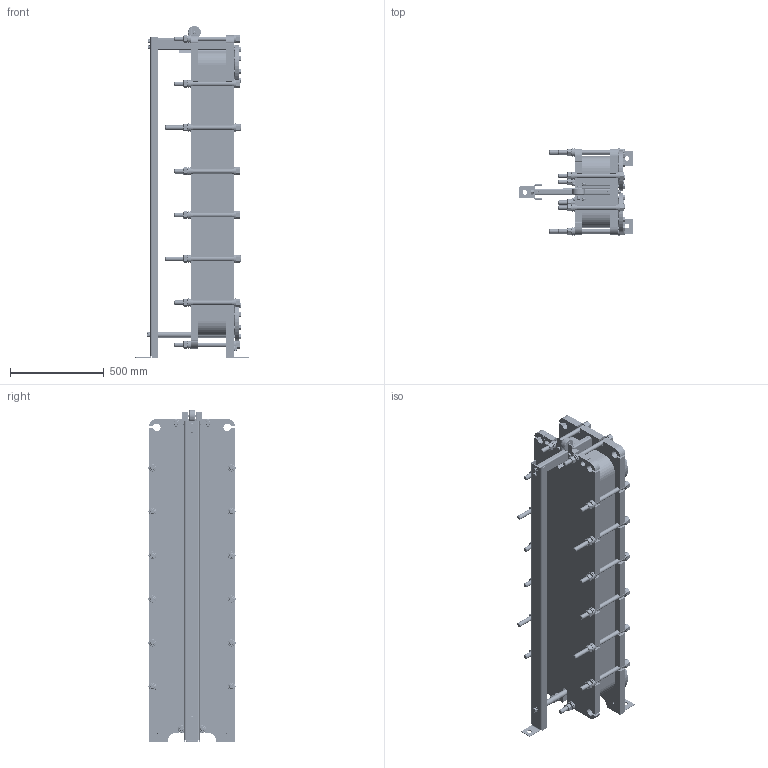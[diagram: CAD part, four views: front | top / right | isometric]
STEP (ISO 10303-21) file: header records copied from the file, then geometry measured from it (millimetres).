
FILE_DESCRIPTION(('TFLEX Exchange Step'),'2;1');
FILE_NAME('47-16_400_11-50.stp', '2025-05-30T13:54:11+03:00',('RUCO2512'),('Unknown organisation'),'TFLEX Exchange 2024.4','T-FLEX CAD','Unknown authorisation');
FILE_SCHEMA( ('AP203_CONFIGURATION_CONTROLLED_3D_DESIGN_OF_MECHANICAL_PARTS_AND_ASSEMBLIES_MIM_LF') );
Length unit declared in the file: millimetre
Products named in the file (59): 3D Узел_2; 3D Узел_3; 0; 3D фрагмент_21; Гайка М10 ГОСТ 5915; Болт М16x40 ГОСТ 7798; Болт М16x80 ГОСТ 7798; Шайба 16 ГОСТ 10463:22; Шайба 16 ГОСТ 10463; Шайба A.16 ГОСТ 11371; Шайба A.10 ГОСТ 11371; 3D фрагмент_49; 3D фрагмент_48; Болт М10x80 ГОСТ 7798; Болт М12x80 ГОСТ 7798; Шайба 12 ГОСТ 10463:18; Шайба 12 ГОСТ 10463; Болт М16x50 ГОСТ 7798; Фланец ТР_2; 3D фрагмент_19; 3D фрагмент_12; 3D фрагмент_10; Шайба A.12 ГОСТ 11371; 3D фрагмент_9; 3D фрагмент_8; 3D фрагмент_4; 3D фрагмент_3; 3D фрагмент_7; 3D фрагмент_6; 3D фрагмент_5; 3D фрагмент_2; 3D фрагмент_1; 3D фрагмент_19:2; Болт М16x50 ГОСТ 7798:2; Фланец ТР_2:2; Шайба 12 ГОСТ 10463:2; Шайба A.12 ГОСТ 11371:2; 3D фрагмент_49:2; Шайба A.24 ГОСТ 11371:2; 3D фрагмент_15:2 ...
Assembly tree (789 placements, depth 3):
  ДФВЛ.065145.009 - НН047-16
    0
      3D Узел_2
      3D Узел_3
    3D фрагмент_21
    Гайка М10 ГОСТ 5915  x4
    Болт М16x40 ГОСТ 7798  x3
    Болт М16x80 ГОСТ 7798
    Шайба 16 ГОСТ 10463
      Шайба 16 ГОСТ 10463:22  x22
    Шайба A.16 ГОСТ 11371  x4
    Шайба A.10 ГОСТ 11371  x2
    3D фрагмент_49
    3D фрагмент_48
    Шайба 16 ГОСТ 10463
      Шайба 16 ГОСТ 10463:22  x22
    Болт М10x80 ГОСТ 7798
    Шайба 16 ГОСТ 10463
      Шайба 16 ГОСТ 10463:22  x22
    Шайба 16 ГОСТ 10463
      Шайба 16 ГОСТ 10463:22  x22
    Болт М12x80 ГОСТ 7798
    Шайба 12 ГОСТ 10463
      Шайба 12 ГОСТ 10463:18  x18
    Болт М16x50 ГОСТ 7798
    Фланец ТР_2
    3D фрагмент_19
    3D фрагмент_12
    3D фрагмент_10  x2
    Шайба A.12 ГОСТ 11371
    3D фрагмент_9
    3D фрагмент_8
    3D фрагмент_7
      3D фрагмент_4
      3D фрагмент_3  x2
    3D фрагмент_6
    3D фрагмент_5
    3D фрагмент_3
    3D фрагмент_2
    3D фрагмент_1
    3D фрагмент_19:2  x3
    Болт М16x50 ГОСТ 7798:2  x31
    Фланец ТР_2:2  x3
    Шайба 12 ГОСТ 10463:2  x3
    Шайба 12 ГОСТ 10463:2  x54
    Шайба A.12 ГОСТ 11371:2  x3
    3D фрагмент_49:2  x3
    Шайба A.24 ГОСТ 11371:2  x32
    3D фрагмент_15:2  x32
    Тело_45 - Копия_1:2  x16
    Тело_45 - Копия_1:2  x16
    Тело_45 - Копия_1:2  x352
    Тело_45 - Копия_1:2  x16
    3D фрагмент_16:2  x4
    3D фрагмент_16:2  x4
    Шайба A.10 ГОСТ 11371:2  x4
    Шайба 10 ГОСТ 10463:2  x2
    Шайба 10 ГОСТ 10463:2  x32
    Болт М10x60 ГОСТ 7798:2  x2
    3D фрагмент_14:2  x12
Bounding box: 604 x 464 x 1768 mm (x, y, z)
Volume: 143883102.5 mm3; surface area: 7788601.1 mm2
Topology: 787 solids, 787 shells, 6285 faces, 13708 edges, 8819 vertices
Faces by surface type: plane 3566, cylinder 1972, cone 649, torus 98
Full cylindrical faces by diameter (mm): 4 x4, 4.8 x4, 8.376 x4, 10 x3, 10.106 x4, 11.5 x5, 12 x4, 13 x2, 13.835 x36, 16 x36, 17 x2, 18 x34, 20.752 x16, 25 x35, 29 x32, 43 x32, 68 x1, 106 x4, 161 x4
Entity records: 41401 total; most frequent: CARTESIAN_POINT 8644, DIRECTION 7232, ORIENTED_EDGE 5340, AXIS2_PLACEMENT_3D 2834, EDGE_CURVE 2670, VERTEX_POINT 1722, VECTOR 1564, LINE 1564
